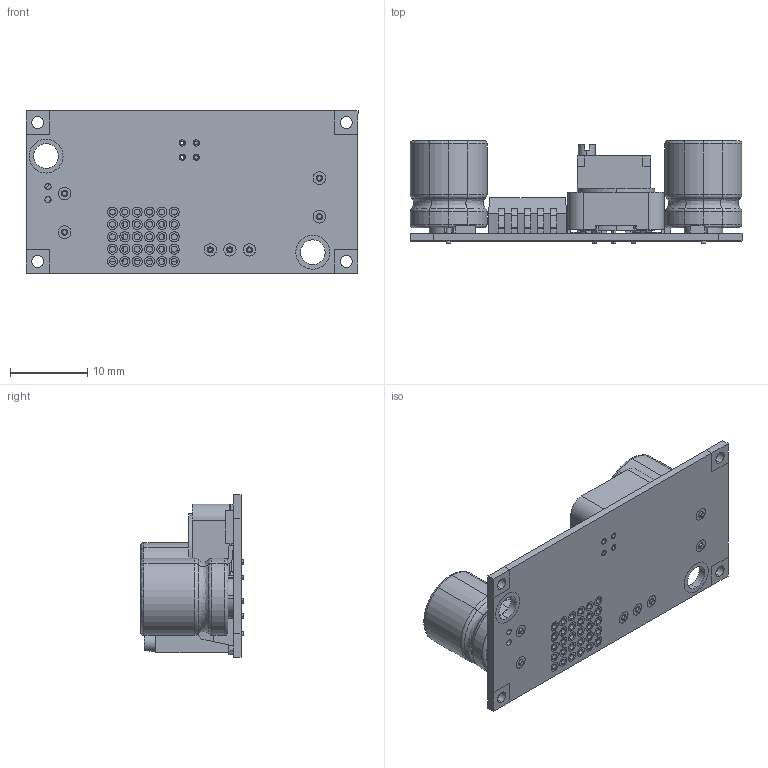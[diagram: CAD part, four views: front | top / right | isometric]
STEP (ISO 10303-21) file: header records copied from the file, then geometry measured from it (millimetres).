
FILE_DESCRIPTION (( 'STEP AP214' ), '1' );
FILE_NAME ('MC00100.STEP', '2025-03-07T23:48:05', ( '' ), ( '' ), 'SwSTEP 2.0', 'SolidWorks 2021', '' );
FILE_SCHEMA (( 'AUTOMOTIVE_DESIGN' ));
Length unit declared in the file: millimetre
Products named in the file (6): LM2596DSADJG; EEUTA1V221; MC00100; 3296W-1-104; DR125-331-R
Assembly tree (6 placements, depth 2):
  MC00100
    MC00100
    3296W-1-104
    DR125-331-R
    EEUTA1V221  x2
    LM2596DSADJG
Bounding box: 43 x 13.3 x 21 mm (x, y, z)
Volume: 4206.5 mm3; surface area: 5959 mm2
Topology: 76 solids, 76 shells, 918 faces, 2259 edges, 1500 vertices
Faces by surface type: plane 443, cylinder 439, bspline 36
Entity records: 26358 total; most frequent: CARTESIAN_POINT 4787, DIRECTION 4481, ORIENTED_EDGE 4072, EDGE_CURVE 2036, AXIS2_PLACEMENT_3D 1665, VERTEX_POINT 1354, VECTOR 1151, LINE 1151
